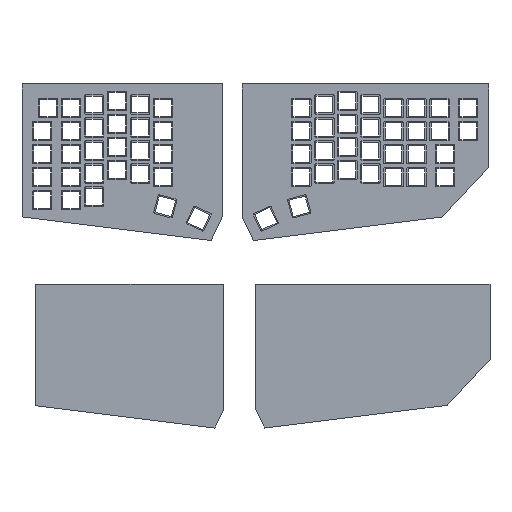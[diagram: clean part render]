
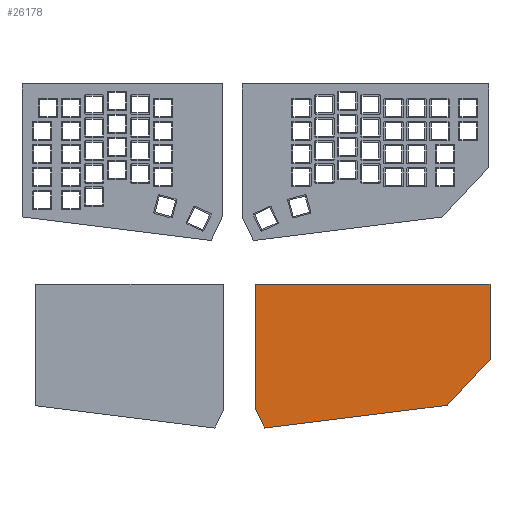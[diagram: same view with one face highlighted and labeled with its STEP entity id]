
A CAD part, top view. The second image highlights one B-rep face of the part: STEP entity #26178.
In plain terms, the highlighted planar face has unit normal (0, 0, 1).
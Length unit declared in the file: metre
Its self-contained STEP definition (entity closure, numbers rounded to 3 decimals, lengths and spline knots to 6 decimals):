
#134=LINE('',#39177,#3006);
#138=LINE('',#39185,#3010);
#141=LINE('',#39191,#3013);
#144=LINE('',#39197,#3016);
#147=LINE('',#39203,#3019);
#149=LINE('',#39206,#3021);
#3006=VECTOR('',#31224,1.);
#3010=VECTOR('',#31230,1.);
#3013=VECTOR('',#31235,1.);
#3016=VECTOR('',#31240,1.);
#3019=VECTOR('',#31245,1.);
#3021=VECTOR('',#31249,1.);
#5952=PLANE('',#28454);
#7174=ORIENTED_EDGE('',*,*,#14778,.F.);
#7175=ORIENTED_EDGE('',*,*,#14782,.F.);
#7176=ORIENTED_EDGE('',*,*,#14785,.F.);
#7177=ORIENTED_EDGE('',*,*,#14788,.F.);
#7178=ORIENTED_EDGE('',*,*,#14791,.F.);
#7179=ORIENTED_EDGE('',*,*,#14793,.F.);
#14778=EDGE_CURVE('',#18624,#18625,#134,.T.);
#14782=EDGE_CURVE('',#18627,#18624,#138,.T.);
#14785=EDGE_CURVE('',#18629,#18627,#141,.T.);
#14788=EDGE_CURVE('',#18631,#18629,#144,.T.);
#14791=EDGE_CURVE('',#18633,#18631,#147,.T.);
#14793=EDGE_CURVE('',#18625,#18633,#149,.T.);
#18624=VERTEX_POINT('',#39176);
#18625=VERTEX_POINT('',#39178);
#18627=VERTEX_POINT('',#39184);
#18629=VERTEX_POINT('',#39190);
#18631=VERTEX_POINT('',#39196);
#18633=VERTEX_POINT('',#39202);
#22238=EDGE_LOOP('',(#7174,#7175,#7176,#7177,#7178,#7179));
#23968=FACE_BOUND('',#22238,.T.);
#26178=ADVANCED_FACE('',(#23968),#5952,.T.);
#28454=AXIS2_PLACEMENT_3D('',#39207,#31250,#31251);
#31224=DIRECTION('',(0.,1.,0.));
#31230=DIRECTION('',(-0.423,0.906,0.));
#31235=DIRECTION('',(-0.992,-0.124,0.));
#31240=DIRECTION('',(-0.682,-0.731,0.));
#31245=DIRECTION('',(0.,-1.,0.));
#31249=DIRECTION('',(1.,0.,0.));
#31250=DIRECTION('',(0.,0.,1.));
#31251=DIRECTION('',(1.,0.,0.));
#39176=CARTESIAN_POINT('',(-0.009485,-0.117386,0.003));
#39177=CARTESIAN_POINT('',(-0.009485,-0.065441,0.003));
#39178=CARTESIAN_POINT('',(-0.009485,-0.013495,0.003));
#39184=CARTESIAN_POINT('',(-0.002392,-0.132597,0.003));
#39185=CARTESIAN_POINT('',(-0.005939,-0.124992,0.003));
#39190=CARTESIAN_POINT('',(0.148595,-0.113758,0.003));
#39191=CARTESIAN_POINT('',(0.073102,-0.123178,0.003));
#39196=CARTESIAN_POINT('',(0.184115,-0.075675,0.003));
#39197=CARTESIAN_POINT('',(0.166355,-0.094716,0.003));
#39202=CARTESIAN_POINT('',(0.184115,-0.013495,0.003));
#39203=CARTESIAN_POINT('',(0.184115,-0.044585,0.003));
#39206=CARTESIAN_POINT('',(0.087315,-0.013495,0.003));
#39207=CARTESIAN_POINT('',(-0.009443,0.009701,0.003));
